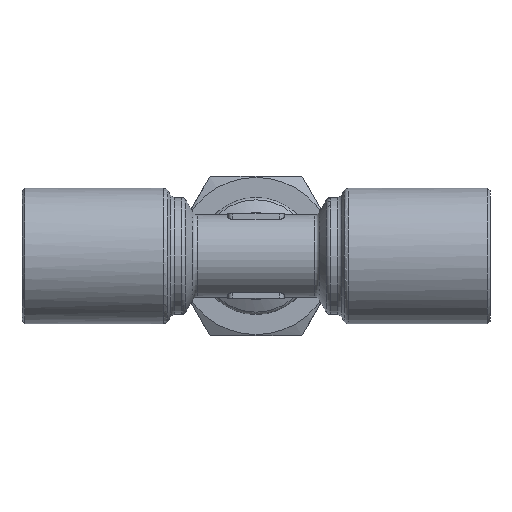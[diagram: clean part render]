
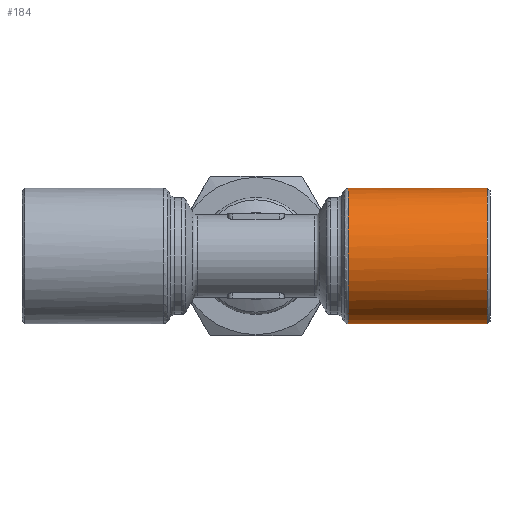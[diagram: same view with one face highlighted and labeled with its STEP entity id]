
A CAD part, left-side view. The second image highlights one B-rep face of the part: STEP entity #184.
In plain terms, the highlighted cylindrical face has radius 7.25 mm (diameter 14.5 mm), a full revolution.
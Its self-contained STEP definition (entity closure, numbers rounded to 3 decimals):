
#184 = ADVANCED_FACE( 'NONE', ( #790, #791 ), #792, .T. );
#790 = FACE_OUTER_BOUND( '', #2979, .T. );
#791 = FACE_OUTER_BOUND( '', #2980, .T. );
#792 = CYLINDRICAL_SURFACE( '', #2981, 7.25 );
#2979 = EDGE_LOOP( '', ( #8573, #8574, #8575 ) );
#2980 = EDGE_LOOP( '', ( #8576 ) );
#2981 = AXIS2_PLACEMENT_3D( '', #8577, #8578, #8579 );
#8573 = ORIENTED_EDGE( '', *, *, #11346, .F. );
#8574 = ORIENTED_EDGE( '', *, *, #11455, .F. );
#8575 = ORIENTED_EDGE( '', *, *, #11456, .F. );
#8576 = ORIENTED_EDGE( '', *, *, #11457, .T. );
#8577 = CARTESIAN_POINT( '', ( 0., 0., 0. ) );
#8578 = DIRECTION( '', ( 0., -1., 0. ) );
#8579 = DIRECTION( '', ( -1., 0., 0. ) );
#11346 = EDGE_CURVE( 'NONE', #12866, #12381, #12868, .T. );
#11455 = EDGE_CURVE( 'NONE', #12332, #12866, #13059, .T. );
#11456 = EDGE_CURVE( 'NONE', #12381, #12332, #13060, .T. );
#11457 = EDGE_CURVE( 'NONE', #13061, #13061, #13062, .T. );
#12332 = VERTEX_POINT( 'NONE', #14737 );
#12381 = VERTEX_POINT( 'NONE', #14862 );
#12866 = VERTEX_POINT( 'NONE', #16823 );
#12868 = CIRCLE( '', #16839, 7.25 );
#13059 = CIRCLE( '', #17442, 7.25 );
#13060 = CIRCLE( '', #17443, 7.25 );
#13061 = VERTEX_POINT( '', #17444 );
#13062 = CIRCLE( '', #17445, 7.25 );
#14737 = CARTESIAN_POINT( '', ( 7.25, -9.855, 0. ) );
#14862 = CARTESIAN_POINT( '', ( 7.215, -9.855, 0.708 ) );
#16823 = CARTESIAN_POINT( '', ( 7.215, -9.855, -0.708 ) );
#16839 = AXIS2_PLACEMENT_3D( '', #22056, #22057, #22058 );
#17442 = AXIS2_PLACEMENT_3D( '', #22194, #22195, #22196 );
#17443 = AXIS2_PLACEMENT_3D( '', #22197, #22198, #22199 );
#17444 = CARTESIAN_POINT( '', ( 0., -24.7, -7.25 ) );
#17445 = AXIS2_PLACEMENT_3D( '', #22200, #22201, #22202 );
#22056 = CARTESIAN_POINT( '', ( 0., -9.855, 0. ) );
#22057 = DIRECTION( '', ( 0., 1., 0. ) );
#22058 = DIRECTION( '', ( -1., 0., 0. ) );
#22194 = CARTESIAN_POINT( '', ( 0., -9.855, 0. ) );
#22195 = DIRECTION( '', ( 0., 1., 0. ) );
#22196 = DIRECTION( '', ( -1., 0., 0. ) );
#22197 = CARTESIAN_POINT( '', ( 0., -9.855, 0. ) );
#22198 = DIRECTION( '', ( 0., 1., 0. ) );
#22199 = DIRECTION( '', ( -1., 0., 0. ) );
#22200 = CARTESIAN_POINT( '', ( 0., -24.7, 0. ) );
#22201 = DIRECTION( '', ( 0., 1., 0. ) );
#22202 = DIRECTION( '', ( 0., 0., -1. ) );
